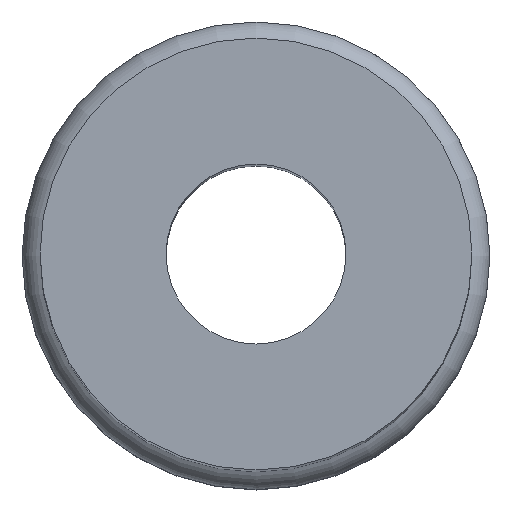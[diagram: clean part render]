
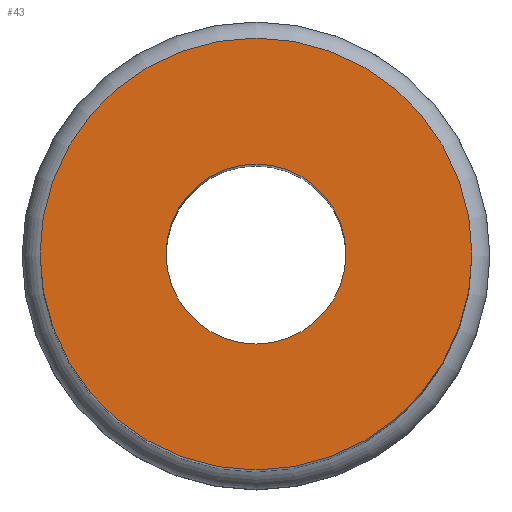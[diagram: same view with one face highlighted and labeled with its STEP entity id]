
A CAD part, top view. The second image highlights one B-rep face of the part: STEP entity #43.
In plain terms, the highlighted planar face has unit normal (0, 0, 1).
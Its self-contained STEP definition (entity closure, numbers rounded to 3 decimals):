
#43=ADVANCED_FACE('240[2]',(#97,#98),#99,.T.);
#58=EDGE_CURVE('240[2]',#122,#122,#123,.T.);
#60=EDGE_CURVE('240[2]',#125,#125,#126,.T.);
#97=FACE_OUTER_BOUND('',#163,.T.);
#98=FACE_BOUND('',#164,.T.);
#99=PLANE('',#165);
#122=VERTEX_POINT('',#194);
#123=CIRCLE('',#195,6.0);
#125=VERTEX_POINT('',#198);
#126=CIRCLE('',#199,2.5);
#163=EDGE_LOOP('',(#233));
#164=EDGE_LOOP('',(#234));
#165=AXIS2_PLACEMENT_3D('',#235,#236,#237);
#194=CARTESIAN_POINT('',(0.,6.0,30.5));
#195=AXIS2_PLACEMENT_3D('',#262,#263,#264);
#198=CARTESIAN_POINT('',(0.,2.5,30.5));
#199=AXIS2_PLACEMENT_3D('',#265,#266,#267);
#233=ORIENTED_EDGE('',*,*,#58,.F.);
#234=ORIENTED_EDGE('',*,*,#60,.T.);
#235=CARTESIAN_POINT('',(0.,4.25,30.5));
#236=DIRECTION('',(0.,0.,1.0));
#237=DIRECTION('',(0.,-1.0,0.));
#262=CARTESIAN_POINT('',(0.,0.,30.5));
#263=DIRECTION('',(0.,0.,-1.0));
#264=DIRECTION('',(0.,1.0,0.));
#265=CARTESIAN_POINT('',(0.,0.,30.5));
#266=DIRECTION('',(0.,0.,-1.0));
#267=DIRECTION('',(0.,1.0,0.));
